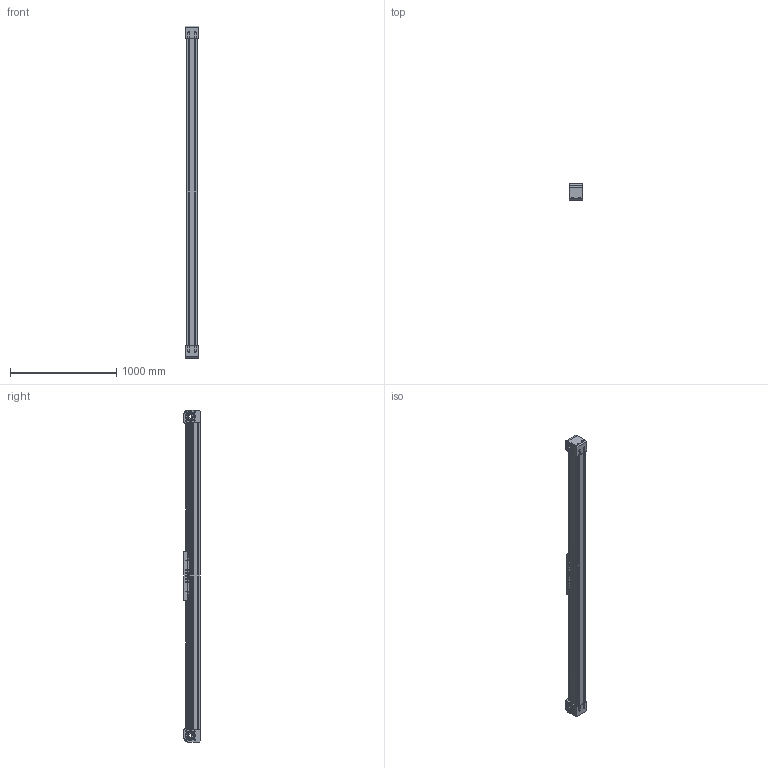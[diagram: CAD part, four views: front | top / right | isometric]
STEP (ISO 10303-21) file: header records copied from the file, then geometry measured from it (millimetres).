
FILE_DESCRIPTION (( 'STEP AP214' ), '1' );
FILE_NAME ('BLM100-2400.STEP', '2023-03-14T09:39:16', ( '' ), ( '' ), 'SwSTEP 2.0', 'SolidWorks 2023', '' );
FILE_SCHEMA (( 'AUTOMOTIVE_DESIGN' ));
Length unit declared in the file: millimetre
Products named in the file (1): BLM100-2400
Bounding box: 130 x 159 x 3120 mm (x, y, z)
Volume: 33200745.6 mm3; surface area: 3622726.1 mm2
Topology: 49 solids, 57 shells, 5844 faces, 16484 edges, 10821 vertices
Faces by surface type: plane 3240, cylinder 2256, torus 168, sphere 100, cone 56, bspline 24
Entity records: 259632 total; most frequent: CARTESIAN_POINT 39878, DIRECTION 32845, ORIENTED_EDGE 32472, EDGE_CURVE 16236, AXIS2_PLACEMENT_3D 11026, VECTOR 10793, LINE 10793, VERTEX_POINT 10685
